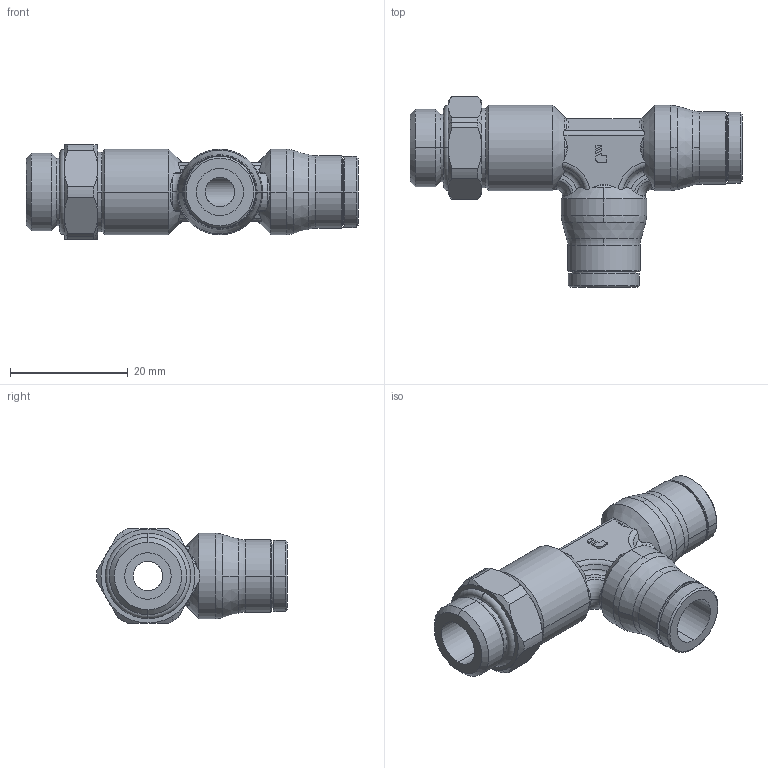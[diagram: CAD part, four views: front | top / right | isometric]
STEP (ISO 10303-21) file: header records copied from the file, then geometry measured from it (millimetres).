
FILE_DESCRIPTION(('STEP AP214'),'1');
FILE_NAME('3693_08_13.stp','2016-07-07T14:19:16',('TraceParts'),('TraceParts S.A.'),'Spatial InterOp 3D',' ',' ');
FILE_SCHEMA(('automotive_design'));
Length unit declared in the file: millimetre
Products named in the file (1): 1
Bounding box: 56.5 x 32.48 x 16 mm (x, y, z)
Volume: 7192.9 mm3; surface area: 5342.3 mm2
Topology: 1 solids, 1 shells, 200 faces, 515 edges, 328 vertices
Faces by surface type: cylinder 56, cone 56, plane 46, torus 42
Entity records: 6794 total; most frequent: CARTESIAN_POINT 2012, ORIENTED_EDGE 1030, DIRECTION 1027, EDGE_CURVE 515, AXIS2_PLACEMENT_3D 445, VERTEX_POINT 328, CIRCLE 242, EDGE_LOOP 215
